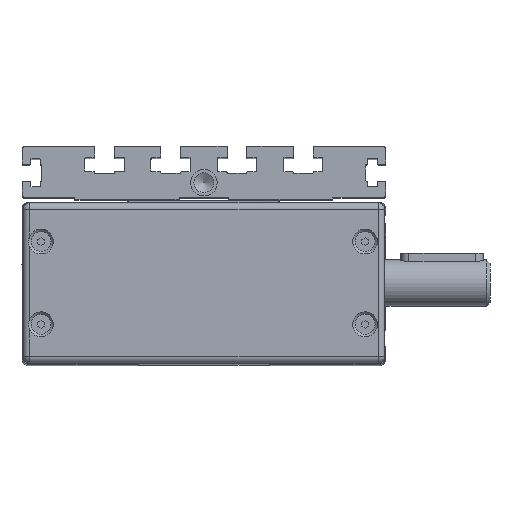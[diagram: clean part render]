
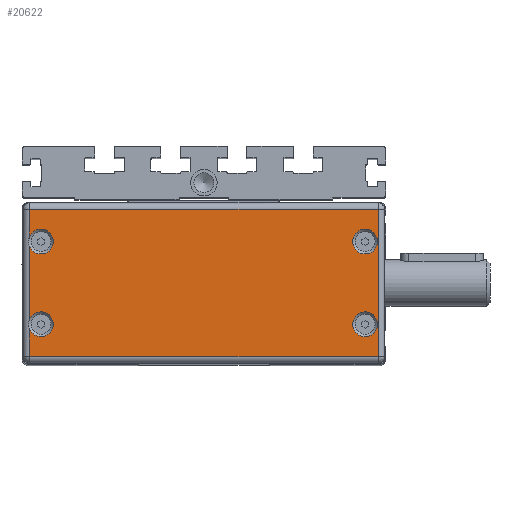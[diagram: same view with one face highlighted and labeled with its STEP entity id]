
A CAD part, top view. The second image highlights one B-rep face of the part: STEP entity #20622.
In plain terms, the highlighted planar face has unit normal (0, 0, 1).
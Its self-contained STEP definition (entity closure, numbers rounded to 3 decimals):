
#20364=CARTESIAN_POINT('',(4172.674,-1042.215,7129.021));
#20365=VERTEX_POINT('',#20364);
#20374=CARTESIAN_POINT('',(4067.174,-1042.215,7129.021));
#20375=VERTEX_POINT('',#20374);
#20383=CARTESIAN_POINT('',(4067.174,-1042.215,7129.021));
#20384=DIRECTION('',(1.0,0.0,0.0));
#20385=VECTOR('',#20384,105.5);
#20386=LINE('',#20383,#20385);
#20387=EDGE_CURVE('',#20375,#20365,#20386,.T.);
#20397=CARTESIAN_POINT('',(4067.174,-1053.311,7129.021));
#20398=VERTEX_POINT('',#20397);
#20399=CARTESIAN_POINT('',(4067.174,-1050.619,7129.021));
#20400=VERTEX_POINT('',#20399);
#20414=CARTESIAN_POINT('',(4067.174,-1050.619,7129.021));
#20415=DIRECTION('',(0.0,1.0,0.0));
#20416=VECTOR('',#20415,8.404);
#20417=LINE('',#20414,#20416);
#20418=EDGE_CURVE('',#20400,#20375,#20417,.T.);
#20428=CARTESIAN_POINT('',(4067.174,-1086.715,7129.021));
#20429=VERTEX_POINT('',#20428);
#20437=CARTESIAN_POINT('',(4067.174,-1078.311,7129.021));
#20438=VERTEX_POINT('',#20437);
#20439=CARTESIAN_POINT('',(4067.174,-1086.715,7129.021));
#20440=DIRECTION('',(0.0,1.0,0.0));
#20441=VECTOR('',#20440,8.404);
#20442=LINE('',#20439,#20441);
#20443=EDGE_CURVE('',#20429,#20438,#20442,.T.);
#20445=CARTESIAN_POINT('',(4067.174,-1075.619,7129.021));
#20446=VERTEX_POINT('',#20445);
#20460=CARTESIAN_POINT('',(4067.174,-1075.619,7129.021));
#20461=DIRECTION('',(0.0,1.0,0.0));
#20462=VECTOR('',#20461,22.307);
#20463=LINE('',#20460,#20462);
#20464=EDGE_CURVE('',#20446,#20398,#20463,.T.);
#20482=CARTESIAN_POINT('',(4172.674,-1086.715,7129.021));
#20483=VERTEX_POINT('',#20482);
#20491=CARTESIAN_POINT('',(4172.674,-1086.715,7129.021));
#20492=DIRECTION('',(-1.0,0.0,0.0));
#20493=VECTOR('',#20492,105.5);
#20494=LINE('',#20491,#20493);
#20495=EDGE_CURVE('',#20483,#20429,#20494,.T.);
#20542=CARTESIAN_POINT('',(4172.674,-1042.215,7129.021));
#20543=DIRECTION('',(0.0,-1.0,0.0));
#20544=VECTOR('',#20543,44.5);
#20545=LINE('',#20542,#20544);
#20546=EDGE_CURVE('',#20365,#20483,#20545,.T.);
#20573=CARTESIAN_POINT('',(4119.924,-1064.465,7129.021));
#20574=DIRECTION('',(0.0,0.0,1.0));
#20575=DIRECTION('',(1.0,0.0,0.0));
#20576=AXIS2_PLACEMENT_3D('',#20573,#20574,#20575);
#20577=PLANE('',#20576);
#20578=CARTESIAN_POINT('',(4070.674,-1051.965,7129.021));
#20579=DIRECTION('',(0.0,0.0,-1.0));
#20580=DIRECTION('',(1.0,0.0,0.0));
#20581=AXIS2_PLACEMENT_3D('',#20578,#20579,#20580);
#20582=CIRCLE('',#20581,3.75);
#20583=EDGE_CURVE('',#20400,#20398,#20582,.T.);
#20584=ORIENTED_EDGE('',*,*,#20583,.T.);
#20585=ORIENTED_EDGE('',*,*,#20464,.F.);
#20586=CARTESIAN_POINT('',(4070.674,-1076.965,7129.021));
#20587=DIRECTION('',(0.0,0.0,-1.0));
#20588=DIRECTION('',(1.0,0.0,0.0));
#20589=AXIS2_PLACEMENT_3D('',#20586,#20587,#20588);
#20590=CIRCLE('',#20589,3.75);
#20591=EDGE_CURVE('',#20446,#20438,#20590,.T.);
#20592=ORIENTED_EDGE('',*,*,#20591,.T.);
#20593=ORIENTED_EDGE('',*,*,#20443,.F.);
#20594=ORIENTED_EDGE('',*,*,#20495,.F.);
#20595=ORIENTED_EDGE('',*,*,#20546,.F.);
#20596=ORIENTED_EDGE('',*,*,#20387,.F.);
#20597=ORIENTED_EDGE('',*,*,#20418,.F.);
#20598=EDGE_LOOP('',(#20584,#20585,#20592,#20593,#20594,#20595,#20596,#20597));
#20599=FACE_OUTER_BOUND('',#20598,.T.);
#20600=CARTESIAN_POINT('',(4172.424,-1051.965,7129.021));
#20601=VERTEX_POINT('',#20600);
#20602=CARTESIAN_POINT('',(4168.674,-1051.965,7129.021));
#20603=DIRECTION('',(0.0,0.0,-1.0));
#20604=DIRECTION('',(1.0,0.0,0.0));
#20605=AXIS2_PLACEMENT_3D('',#20602,#20603,#20604);
#20606=CIRCLE('',#20605,3.75);
#20607=EDGE_CURVE('',#20601,#20601,#20606,.T.);
#20608=ORIENTED_EDGE('',*,*,#20607,.T.);
#20609=EDGE_LOOP('',(#20608));
#20610=FACE_BOUND('',#20609,.T.);
#20611=CARTESIAN_POINT('',(4172.424,-1076.965,7129.021));
#20612=VERTEX_POINT('',#20611);
#20613=CARTESIAN_POINT('',(4168.674,-1076.965,7129.021));
#20614=DIRECTION('',(0.0,0.0,-1.0));
#20615=DIRECTION('',(1.0,0.0,0.0));
#20616=AXIS2_PLACEMENT_3D('',#20613,#20614,#20615);
#20617=CIRCLE('',#20616,3.75);
#20618=EDGE_CURVE('',#20612,#20612,#20617,.T.);
#20619=ORIENTED_EDGE('',*,*,#20618,.T.);
#20620=EDGE_LOOP('',(#20619));
#20621=FACE_BOUND('',#20620,.T.);
#20622=ADVANCED_FACE('',(#20599,#20610,#20621),#20577,.T.);
